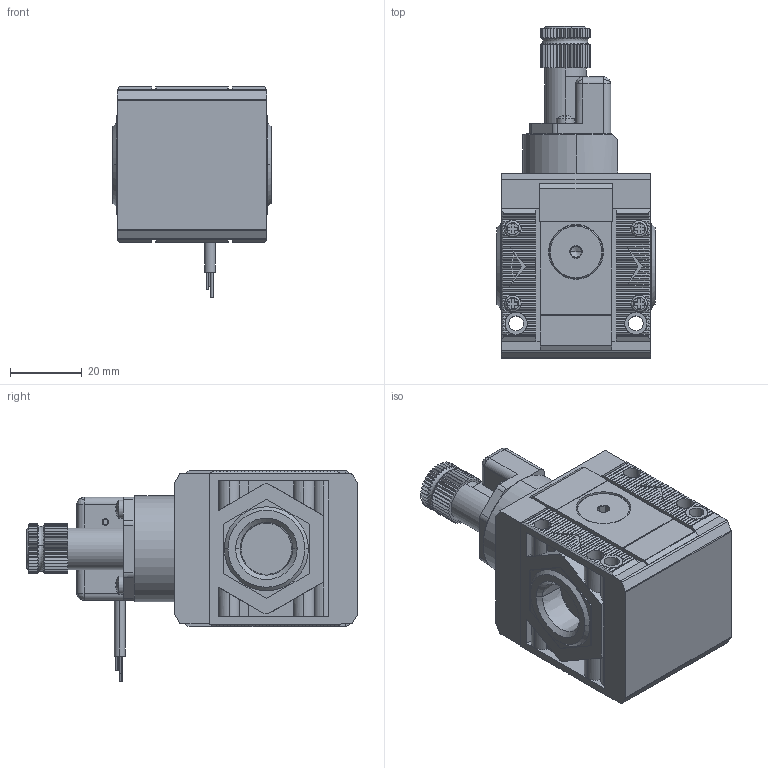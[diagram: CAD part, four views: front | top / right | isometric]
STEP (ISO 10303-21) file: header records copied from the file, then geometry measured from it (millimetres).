
FILE_DESCRIPTION (( 'STEP AP203' ), '1' );
FILE_NAME ('5U13S103.step', '2023-05-17T14:53:21', ( '' ), ( '' ), 'SwSTEP 2.0', 'SolidWorks 2021', '' );
FILE_SCHEMA (( 'CONFIG_CONTROL_DESIGN' ));
Length unit declared in the file: inch
Products named in the file (1): 5U13S103
Bounding box: 44.2 x 92.8 x 58.8 mm (x, y, z)
Volume: 101768.6 mm3; surface area: 35267 mm2
Topology: 13 solids, 13 shells, 1571 faces, 4215 edges, 2712 vertices
Faces by surface type: plane 1086, cylinder 298, cone 135, bspline 52
Entity records: 50797 total; most frequent: CARTESIAN_POINT 12471, ORIENTED_EDGE 8402, DIRECTION 7446, EDGE_CURVE 4201, VECTOR 2832, LINE 2832, VERTEX_POINT 2712, AXIS2_PLACEMENT_3D 2307
